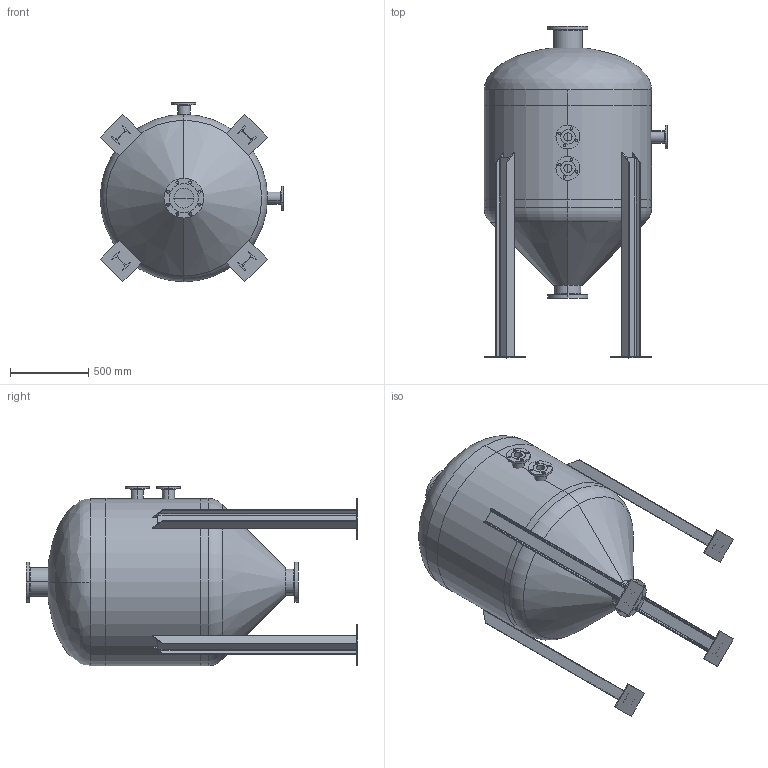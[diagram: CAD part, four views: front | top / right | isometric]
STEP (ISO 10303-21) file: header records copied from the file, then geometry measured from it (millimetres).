
FILE_DESCRIPTION (( 'STEP AP203' ), '1' );
FILE_NAME ('Default.STEP', '2025-05-13T16:43:12', '' );
FILE_SCHEMA (( 'CONFIG_CONTROL_DESIGN' ));
Length unit declared in the file: millimetre
Products named in the file (1): Default
Bounding box: 1169.99 x 2115.96 x 1144.59 mm (x, y, z)
Volume: 81077171.1 mm3; surface area: 13804667.3 mm2
Topology: 16 solids, 16 shells, 276 faces, 702 edges, 456 vertices
Faces by surface type: cylinder 148, plane 104, torus 14, cone 6, bspline 4
Entity records: 8749 total; most frequent: CARTESIAN_POINT 1753, DIRECTION 1508, ORIENTED_EDGE 1396, EDGE_CURVE 698, AXIS2_PLACEMENT_3D 581, VERTEX_POINT 456, EDGE_LOOP 348, VECTOR 346
